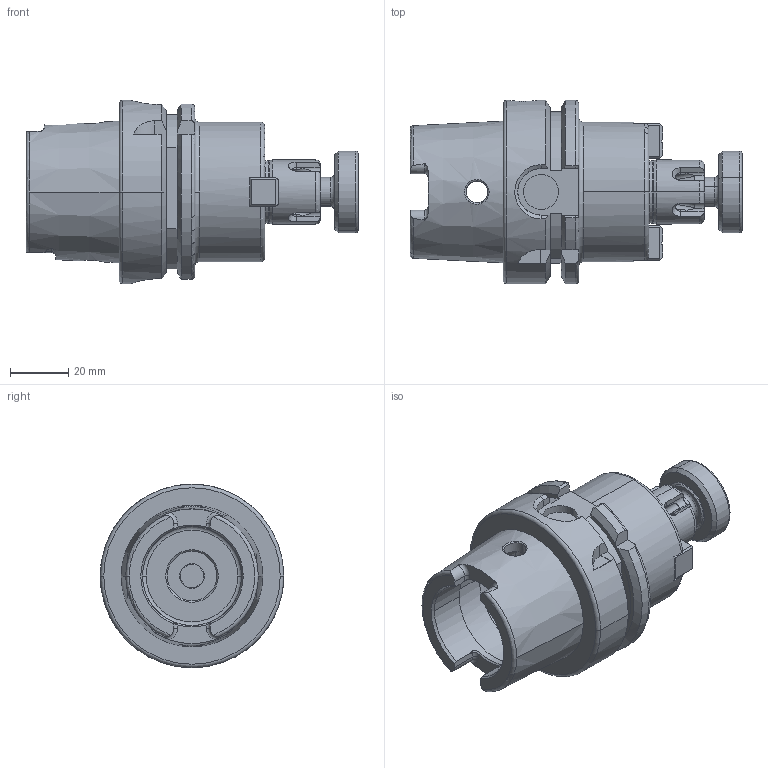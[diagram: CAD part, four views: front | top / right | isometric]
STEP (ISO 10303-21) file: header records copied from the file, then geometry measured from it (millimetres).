
FILE_DESCRIPTION (( 'STEP AP203' ), '1' );
FILE_NAME ('9163A-AS522050.STEP', '2017-09-22T05:14:44', ( '' ), ( '' ), 'SwSTEP 2.0', 'SolidWorks 2009', '' );
FILE_SCHEMA (( 'CONFIG_CONTROL_DESIGN' ));
Length unit declared in the file: millimetre
Products named in the file (9): CCS-M10-22-1 LONG; CCS-M10-22 LONG; 9163A-AS522050; HSKA63SMS22050TCWW-R01; CCS-M10-22; CCS-M10-22-2; CCS-M8-16-1; M5X12_DIN 912 M5 x 12 --- 12N; KEY 10x12x10 - 22
Assembly tree (10 placements, depth 4):
  9163A-AS522050
    HSKA63SMS22050TCWW-R01
    M5X12_DIN 912 M5 x 12 --- 12N  x2
    KEY 10x12x10 - 22  x2
    CCS-M10-22
      CCS-M8-16-1
      CCS-M10-22 LONG
        CCS-M10-22-1 LONG
        CCS-M10-22-2
Bounding box: 114 x 63 x 63 mm (x, y, z)
Volume: 136803.8 mm3; surface area: 36218.3 mm2
Topology: 8 solids, 8 shells, 422 faces, 1039 edges, 631 vertices
Faces by surface type: plane 183, cylinder 105, cone 65, torus 51, bspline 14, sphere 4
Entity records: 13906 total; most frequent: CARTESIAN_POINT 4300, DIRECTION 1808, ORIENTED_EDGE 1806, EDGE_CURVE 903, AXIS2_PLACEMENT_3D 701, VERTEX_POINT 558, VECTOR 406, LINE 406
